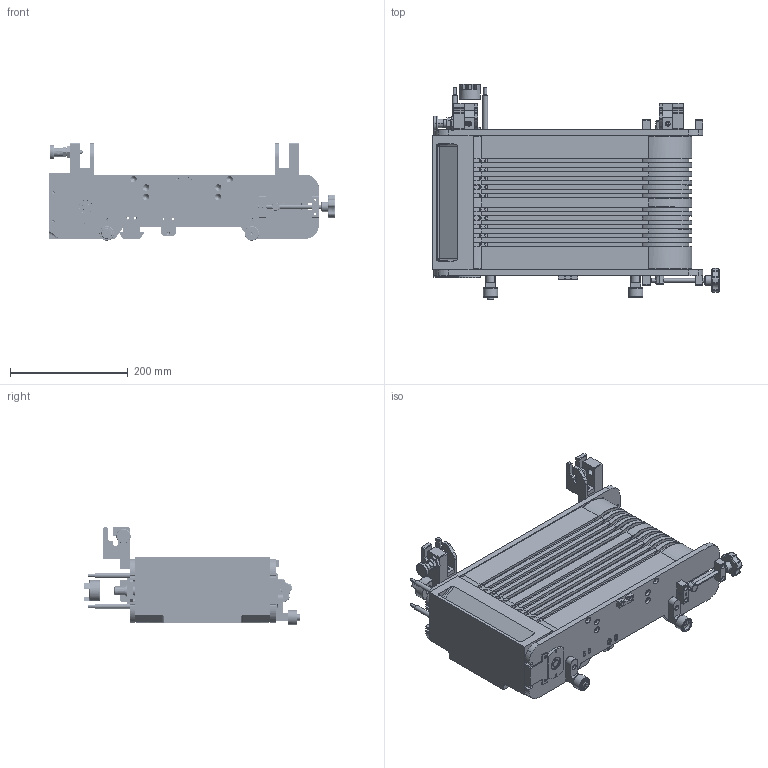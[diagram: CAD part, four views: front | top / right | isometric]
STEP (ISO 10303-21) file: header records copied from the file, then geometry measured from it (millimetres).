
FILE_DESCRIPTION(('FreeCAD Model'),'2;1');
FILE_NAME('Open CASCADE Shape Model','2025-05-08T09:07:23',('FreeCAD'),( 'FreeCAD'),'Open CASCADE STEP processor 7.6','FreeCAD','Unknown');
FILE_SCHEMA(('AUTOMOTIVE_DESIGN { 1 0 10303 214 1 1 1 1 }'));
Products named in the file (1): Open CASCADE STEP translator 7.6 1
Bounding box: 485.5 x 365.87 x 164.99 mm (x, y, z)
Volume: 4857226.7 mm3; surface area: 1054497.5 mm2
Topology: 56 solids, 132 shells, 2842 faces, 7308 edges, 5111 vertices
Faces by surface type: bspline 2842
Entity records: 116370 total; most frequent: CARTESIAN_POINT 75678, ORIENTED_EDGE 13640, EDGE_CURVE 6972, VERTEX_POINT 4579, B_SPLINE_CURVE_WITH_KNOTS 3962, FACE_BOUND 3411, EDGE_LOOP 3411, ADVANCED_FACE 2842
